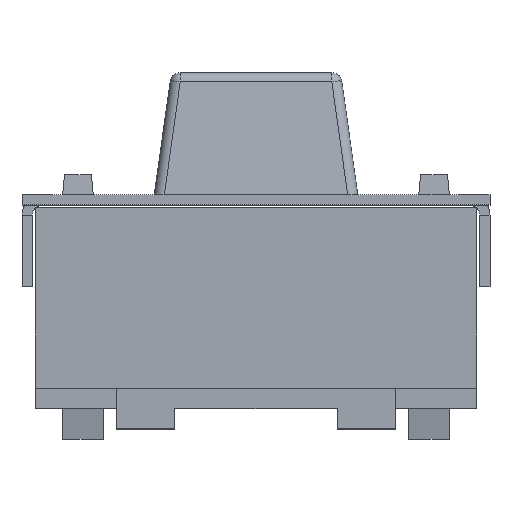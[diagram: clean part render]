
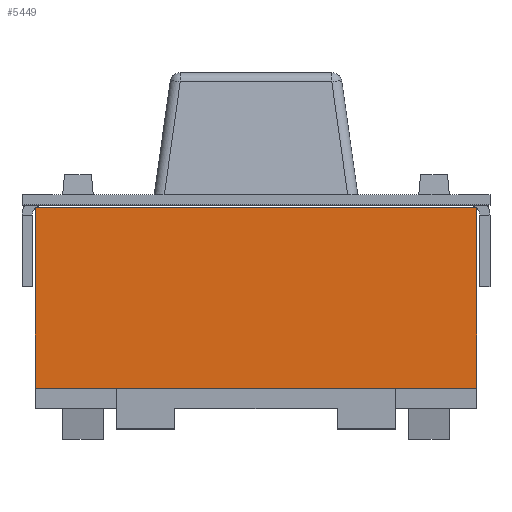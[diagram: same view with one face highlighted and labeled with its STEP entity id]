
A CAD part, top view. The second image highlights one B-rep face of the part: STEP entity #5449.
In plain terms, the highlighted planar face has unit normal (0, 0, 1).
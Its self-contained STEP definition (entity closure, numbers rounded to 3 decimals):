
#90 = EDGE_CURVE ( 'NONE', #3841, #5316, #5573, .T. ) ;
#179 = VERTEX_POINT ( 'NONE', #5352 ) ;
#417 = LINE ( 'NONE', #2221, #2298 ) ;
#640 = ORIENTED_EDGE ( 'NONE', *, *, #5327, .F. ) ;
#719 = VECTOR ( 'NONE', #3142, 1000. ) ;
#944 = VECTOR ( 'NONE', #6003, 1000. ) ;
#1155 = CARTESIAN_POINT ( 'NONE',  ( 0., 1.334, 1.8 ) ) ;
#1170 = LINE ( 'NONE', #2148, #944 ) ;
#1297 = AXIS2_PLACEMENT_3D ( 'NONE', #1155, #6065, #2173 ) ;
#1631 = PLANE ( 'NONE',  #1297 ) ;
#1664 = VECTOR ( 'NONE', #4052, 1000. ) ;
#2098 = CARTESIAN_POINT ( 'NONE',  ( 2.171, 1.205, 1.8 ) ) ;
#2148 = CARTESIAN_POINT ( 'NONE',  ( 2.171, 1.205, 1.8 ) ) ;
#2173 = DIRECTION ( 'NONE',  ( 0., -1., 0. ) ) ;
#2221 = CARTESIAN_POINT ( 'NONE',  ( -2.171, 1.205, 1.8 ) ) ;
#2298 = VECTOR ( 'NONE', #4177, 1000. ) ;
#3142 = DIRECTION ( 'NONE',  ( -1., 0., 0. ) ) ;
#3219 = CARTESIAN_POINT ( 'NONE',  ( -2.171, -0.566, 1.8 ) ) ;
#3363 = ORIENTED_EDGE ( 'NONE', *, *, #3974, .F. ) ;
#3437 = EDGE_CURVE ( 'NONE', #4998, #3841, #1170, .T. ) ;
#3732 = CARTESIAN_POINT ( 'NONE',  ( 2.171, 1.205, 1.8 ) ) ;
#3841 = VERTEX_POINT ( 'NONE', #3853 ) ;
#3853 = CARTESIAN_POINT ( 'NONE',  ( 2.171, -0.566, 1.8 ) ) ;
#3974 = EDGE_CURVE ( 'NONE', #179, #4998, #5911, .T. ) ;
#4052 = DIRECTION ( 'NONE',  ( 1., 0., 0. ) ) ;
#4177 = DIRECTION ( 'NONE',  ( 0., 1., 0. ) ) ;
#4998 = VERTEX_POINT ( 'NONE', #3732 ) ;
#5035 = ORIENTED_EDGE ( 'NONE', *, *, #3437, .F. ) ;
#5050 = CARTESIAN_POINT ( 'NONE',  ( 2.171, -0.566, 1.8 ) ) ;
#5138 = FACE_OUTER_BOUND ( 'NONE', #5835, .T. ) ;
#5316 = VERTEX_POINT ( 'NONE', #3219 ) ;
#5327 = EDGE_CURVE ( 'NONE', #5316, #179, #417, .T. ) ;
#5352 = CARTESIAN_POINT ( 'NONE',  ( -2.171, 1.205, 1.8 ) ) ;
#5449 = ADVANCED_FACE ( 'NONE', ( #5138 ), #1631, .F. ) ;
#5573 = LINE ( 'NONE', #5050, #719 ) ;
#5835 = EDGE_LOOP ( 'NONE', ( #640, #6002, #5035, #3363 ) ) ;
#5911 = LINE ( 'NONE', #2098, #1664 ) ;
#6002 = ORIENTED_EDGE ( 'NONE', *, *, #90, .F. ) ;
#6003 = DIRECTION ( 'NONE',  ( 0., -1., 0. ) ) ;
#6065 = DIRECTION ( 'NONE',  ( 0., 0., -1. ) ) ;
